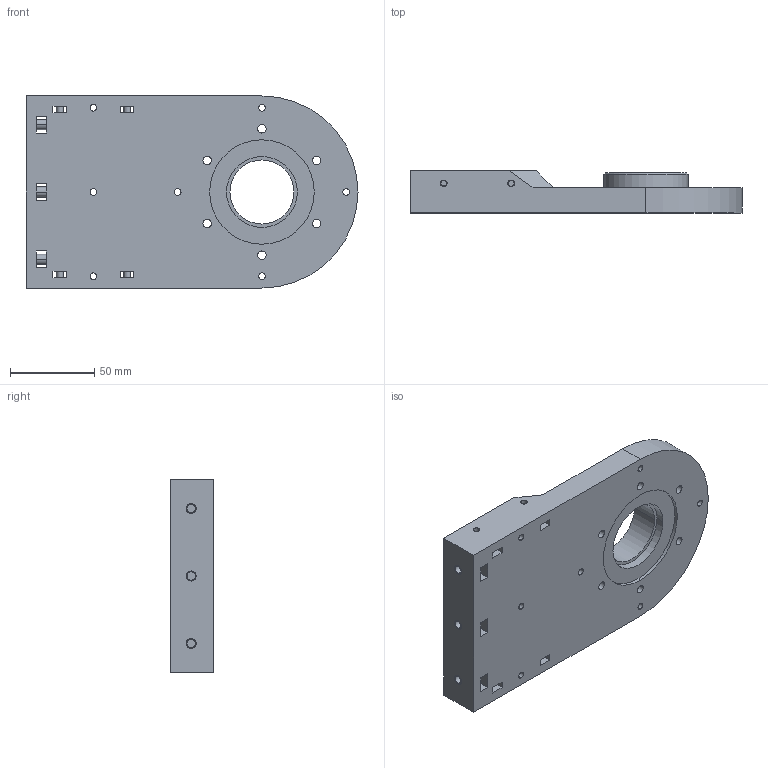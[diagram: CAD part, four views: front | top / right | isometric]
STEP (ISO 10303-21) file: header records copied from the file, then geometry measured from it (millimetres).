
FILE_DESCRIPTION((''),'2;1');
FILE_NAME('SHOULDER_SHAFT_BOX_LOWER_SOLID','2024-08-28T09:16:37',('Ghasto'),(''),'CREO PARAMETRIC BY PTC INC, 2019164','CREO PARAMETRIC BY PTC INC, 2019164','');
FILE_SCHEMA(('CONFIG_CONTROL_DESIGN'));
Length unit declared in the file: millimetre
Products named in the file (1): SHOULDER_SHAFT_BOX_LOWER_SOLID
Bounding box: 197 x 25 x 114 mm (x, y, z)
Volume: 363314.4 mm3; surface area: 69678.9 mm2
Topology: 1 solids, 8 shells, 164 faces, 444 edges, 300 vertices
Faces by surface type: cylinder 95, plane 61, cone 8
Entity records: 5432 total; most frequent: DIRECTION 986, CARTESIAN_POINT 939, ORIENTED_EDGE 860, EDGE_CURVE 444, AXIS2_PLACEMENT_3D 389, VERTEX_POINT 300, EDGE_LOOP 238, CIRCLE 224
